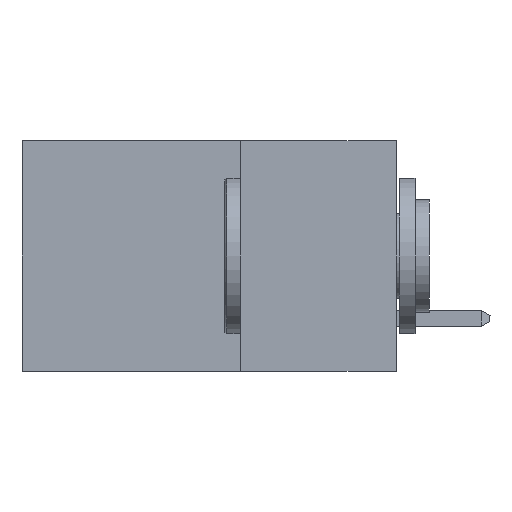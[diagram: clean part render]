
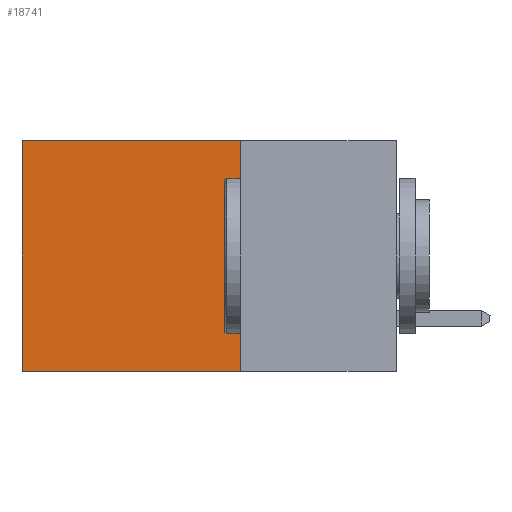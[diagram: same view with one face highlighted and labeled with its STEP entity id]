
A CAD part, left-side view. The second image highlights one B-rep face of the part: STEP entity #18741.
In plain terms, the highlighted planar face has unit normal (-1, 0, 0).
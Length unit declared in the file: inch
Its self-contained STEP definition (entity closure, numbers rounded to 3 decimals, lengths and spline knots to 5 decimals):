
#43 = VECTOR ( 'NONE', #13513, 39.37008 ) ;
#658 = CARTESIAN_POINT ( 'NONE',  ( 0.298, 0.25, -0.37 ) ) ;
#763 = LINE ( 'NONE', #4410, #13433 ) ;
#917 = VERTEX_POINT ( 'NONE', #12360 ) ;
#1041 = CARTESIAN_POINT ( 'NONE',  ( 0.298, 0.25, 0. ) ) ;
#1104 = FACE_OUTER_BOUND ( 'NONE', #7322, .T. ) ;
#1772 = EDGE_CURVE ( 'NONE', #917, #6034, #13688, .T. ) ;
#2046 = VERTEX_POINT ( 'NONE', #18141 ) ;
#2260 = DIRECTION ( 'NONE',  ( 0., 1., 0. ) ) ;
#2761 = VECTOR ( 'NONE', #18073, 39.37008 ) ;
#4410 = CARTESIAN_POINT ( 'NONE',  ( 0.298, 0.6, 0. ) ) ;
#4850 = EDGE_CURVE ( 'NONE', #12495, #2046, #19459, .T. ) ;
#5461 = DIRECTION ( 'NONE',  ( 0., 0., -1. ) ) ;
#5499 = CARTESIAN_POINT ( 'NONE',  ( 0.298, 0.25, 0. ) ) ;
#5525 = DIRECTION ( 'NONE',  ( 1., 0., 0. ) ) ;
#6034 = VERTEX_POINT ( 'NONE', #17553 ) ;
#7026 = PLANE ( 'NONE',  #7605 ) ;
#7263 = ORIENTED_EDGE ( 'NONE', *, *, #4850, .F. ) ;
#7322 = EDGE_LOOP ( 'NONE', ( #15318, #7263, #14951, #10847 ) ) ;
#7605 = AXIS2_PLACEMENT_3D ( 'NONE', #1041, #5525, #5461 ) ;
#9015 = DIRECTION ( 'NONE',  ( 0., 0., -1. ) ) ;
#10847 = ORIENTED_EDGE ( 'NONE', *, *, #1772, .T. ) ;
#12360 = CARTESIAN_POINT ( 'NONE',  ( 0.298, 0.25, 0. ) ) ;
#12495 = VERTEX_POINT ( 'NONE', #19886 ) ;
#12759 = LINE ( 'NONE', #5499, #2761 ) ;
#13433 = VECTOR ( 'NONE', #9015, 39.37008 ) ;
#13513 = DIRECTION ( 'NONE',  ( 0., 1., 0. ) ) ;
#13688 = LINE ( 'NONE', #18483, #43 ) ;
#13904 = EDGE_CURVE ( 'NONE', #917, #12495, #12759, .T. ) ;
#14654 = EDGE_CURVE ( 'NONE', #6034, #2046, #763, .T. ) ;
#14951 = ORIENTED_EDGE ( 'NONE', *, *, #13904, .F. ) ;
#15318 = ORIENTED_EDGE ( 'NONE', *, *, #14654, .T. ) ;
#17553 = CARTESIAN_POINT ( 'NONE',  ( 0.298, 0.6, 0. ) ) ;
#17758 = VECTOR ( 'NONE', #2260, 39.37008 ) ;
#18073 = DIRECTION ( 'NONE',  ( 0., 0., -1. ) ) ;
#18141 = CARTESIAN_POINT ( 'NONE',  ( 0.298, 0.6, -0.37 ) ) ;
#18483 = CARTESIAN_POINT ( 'NONE',  ( 0.298, 0.25, 0. ) ) ;
#18741 = ADVANCED_FACE ( 'NONE', ( #1104 ), #7026, .F. ) ;
#19459 = LINE ( 'NONE', #658, #17758 ) ;
#19886 = CARTESIAN_POINT ( 'NONE',  ( 0.298, 0.25, -0.37 ) ) ;
